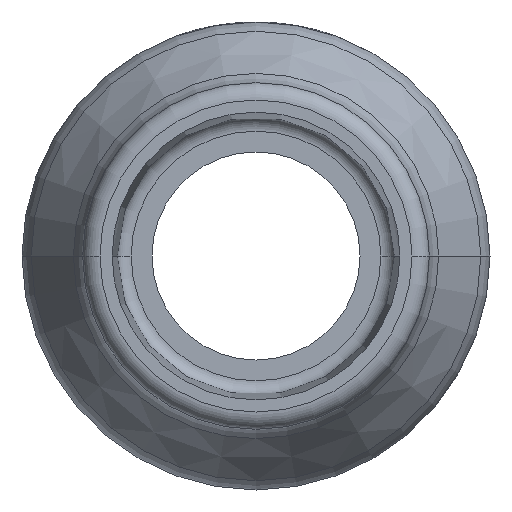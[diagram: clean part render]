
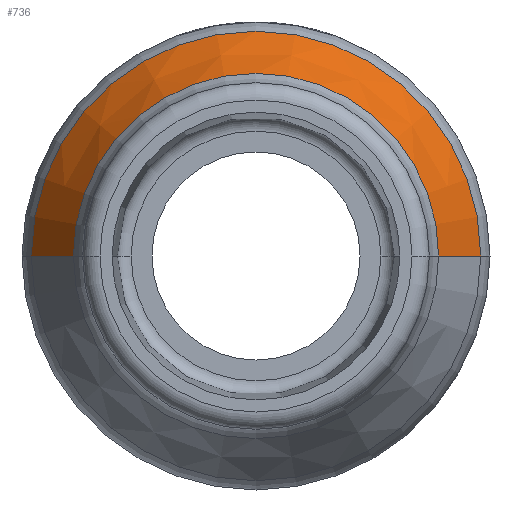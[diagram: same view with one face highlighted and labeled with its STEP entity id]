
A CAD part, front view. The second image highlights one B-rep face of the part: STEP entity #736.
In plain terms, the highlighted conical face has half-angle 30 degrees and reference radius 5.875 mm.
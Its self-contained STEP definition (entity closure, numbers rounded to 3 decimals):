
#736=ADVANCED_FACE('',(#2050),#2051,.T.);
#2050=FACE_OUTER_BOUND('',#5054,.T.);
#2051=CONICAL_SURFACE('',#5055,5.875,0.524);
#5054=EDGE_LOOP('',(#10031,#10032,#10033,#10034));
#5055=AXIS2_PLACEMENT_3D('',#10035,#10036,#10037);
#10031=ORIENTED_EDGE('',*,*,#12252,.T.);
#10032=ORIENTED_EDGE('',*,*,#12253,.T.);
#10033=ORIENTED_EDGE('',*,*,#12254,.F.);
#10034=ORIENTED_EDGE('',*,*,#12255,.F.);
#10035=CARTESIAN_POINT('',(0.0,2.984,0.0));
#10036=DIRECTION('',(0.0,1.0,-0.0));
#10037=DIRECTION('',(-1.0,0.0,0.0));
#12252=EDGE_CURVE('',#15048,#15050,#15052,.T.);
#12253=EDGE_CURVE('',#15050,#15053,#15054,.T.);
#12254=EDGE_CURVE('',#15055,#15053,#15056,.T.);
#12255=EDGE_CURVE('',#15048,#15055,#15057,.T.);
#15048=VERTEX_POINT('',#20155);
#15050=VERTEX_POINT('',#20157);
#15052=CIRCLE('',#20159,6.482);
#15053=VERTEX_POINT('',#20160);
#15054=LINE('',#20161,#20162);
#15055=VERTEX_POINT('',#20163);
#15056=CIRCLE('',#20164,5.268);
#15057=LINE('',#20165,#20166);
#20155=CARTESIAN_POINT('',(6.482,4.036,0.0));
#20157=CARTESIAN_POINT('',(-6.482,4.036,0.0));
#20159=AXIS2_PLACEMENT_3D('',#22823,#22824,#22825);
#20160=CARTESIAN_POINT('',(-5.268,1.933,0.0));
#20161=CARTESIAN_POINT('',(-6.482,4.036,0.0));
#20162=VECTOR('',#22826,2.428);
#20163=CARTESIAN_POINT('',(5.268,1.933,0.0));
#20164=AXIS2_PLACEMENT_3D('',#22827,#22828,#22829);
#20165=CARTESIAN_POINT('',(6.482,4.036,0.0));
#20166=VECTOR('',#22830,2.428);
#22823=CARTESIAN_POINT('',(0.0,4.036,0.0));
#22824=DIRECTION('',(0.0,-1.0,0.0));
#22825=DIRECTION('',(1.0,0.0,0.0));
#22826=DIRECTION('',(0.5,-0.866,0.0));
#22827=CARTESIAN_POINT('',(0.0,1.933,0.0));
#22828=DIRECTION('',(0.0,-1.0,0.0));
#22829=DIRECTION('',(1.0,0.0,0.0));
#22830=DIRECTION('',(-0.5,-0.866,-0.0));
